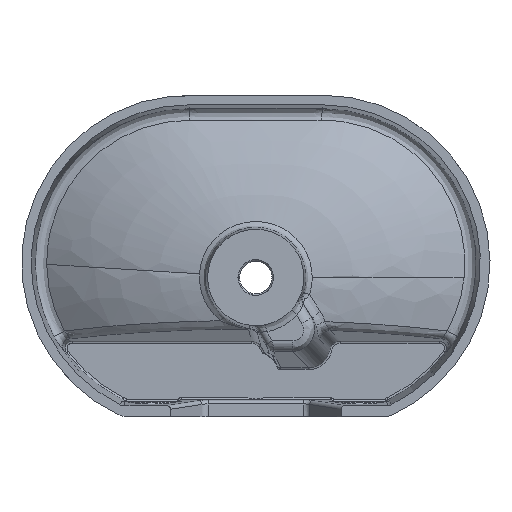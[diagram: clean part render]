
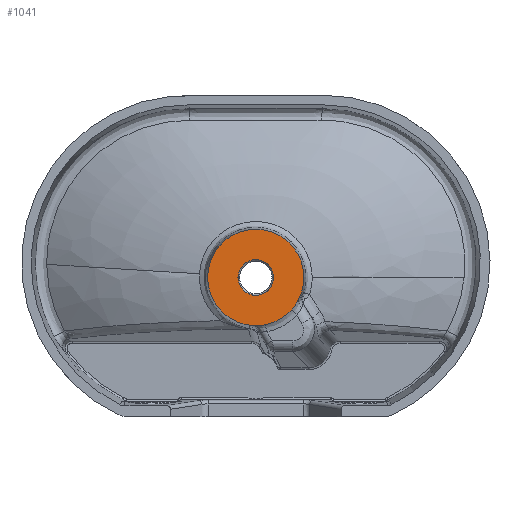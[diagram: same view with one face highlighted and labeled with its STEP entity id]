
A CAD part, front view. The second image highlights one B-rep face of the part: STEP entity #1041.
In plain terms, the highlighted planar face has unit normal (0, -1, 0).
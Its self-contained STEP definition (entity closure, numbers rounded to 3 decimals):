
#266 = ORIENTED_EDGE ( 'NONE', *, *, #16914, .F. ) ;
#639 = VERTEX_POINT ( 'NONE', #10743 ) ;
#853 = CIRCLE ( 'NONE', #12489, 24. ) ;
#1041 = ADVANCED_FACE ( 'NONE', ( #7189, #13519 ), #19835, .T. ) ;
#1275 = DIRECTION ( 'NONE',  ( 1., 0., 0. ) ) ;
#1424 = ORIENTED_EDGE ( 'NONE', *, *, #13508, .T. ) ;
#1495 = AXIS2_PLACEMENT_3D ( 'NONE', #11764, #18075, #3852 ) ;
#1644 = DIRECTION ( 'NONE',  ( 0., -1., 0. ) ) ;
#1709 = ORIENTED_EDGE ( 'NONE', *, *, #18575, .T. ) ;
#1710 = DIRECTION ( 'NONE',  ( 0., -1., 0. ) ) ;
#2480 = EDGE_LOOP ( 'NONE', ( #9827, #1709, #3831, #9187, #11678, #1424 ) ) ;
#2525 = CIRCLE ( 'NONE', #14141, 65. ) ;
#3021 = DIRECTION ( 'NONE',  ( 1., 0., 0. ) ) ;
#3344 = DIRECTION ( 'NONE',  ( 0., -1., 0. ) ) ;
#3408 = DIRECTION ( 'NONE',  ( 1., 0., 0. ) ) ;
#3504 = CIRCLE ( 'NONE', #15108, 65. ) ;
#3831 = ORIENTED_EDGE ( 'NONE', *, *, #10079, .T. ) ;
#3852 = DIRECTION ( 'NONE',  ( 1., 0., 0. ) ) ;
#3993 = CARTESIAN_POINT ( 'NONE',  ( 65., -157., 0. ) ) ;
#5625 = CARTESIAN_POINT ( 'NONE',  ( 0., -157., 0. ) ) ;
#5678 = CARTESIAN_POINT ( 'NONE',  ( 13.098, -157., -63.667 ) ) ;
#5737 = VERTEX_POINT ( 'NONE', #13891 ) ;
#6163 = CARTESIAN_POINT ( 'NONE',  ( 0., -157., 0. ) ) ;
#6712 = AXIS2_PLACEMENT_3D ( 'NONE', #5625, #11966, #18278 ) ;
#6983 = CARTESIAN_POINT ( 'NONE',  ( 47.775, -157., -44.075 ) ) ;
#7189 = FACE_BOUND ( 'NONE', #11739, .T. ) ;
#7813 = CIRCLE ( 'NONE', #19399, 65. ) ;
#7839 = AXIS2_PLACEMENT_3D ( 'NONE', #10937, #17246, #3021 ) ;
#7982 = DIRECTION ( 'NONE',  ( 1., 0., 0. ) ) ;
#8049 = DIRECTION ( 'NONE',  ( 1., 0., 0. ) ) ;
#8104 = VERTEX_POINT ( 'NONE', #5678 ) ;
#8555 = EDGE_CURVE ( 'NONE', #13323, #8104, #20055, .T. ) ;
#9187 = ORIENTED_EDGE ( 'NONE', *, *, #18190, .T. ) ;
#9188 = CARTESIAN_POINT ( 'NONE',  ( 0., -157., 0. ) ) ;
#9488 = AXIS2_PLACEMENT_3D ( 'NONE', #15873, #1644, #7982 ) ;
#9513 = VERTEX_POINT ( 'NONE', #3993 ) ;
#9682 = DIRECTION ( 'NONE',  ( 1., 0., 0. ) ) ;
#9827 = ORIENTED_EDGE ( 'NONE', *, *, #8555, .T. ) ;
#10079 = EDGE_CURVE ( 'NONE', #18444, #5737, #7813, .T. ) ;
#10478 = CIRCLE ( 'NONE', #1495, 24. ) ;
#10743 = CARTESIAN_POINT ( 'NONE',  ( -65., -157., 0. ) ) ;
#10747 = ORIENTED_EDGE ( 'NONE', *, *, #13376, .F. ) ;
#10852 = CARTESIAN_POINT ( 'NONE',  ( -24., -157., 0. ) ) ;
#10937 = CARTESIAN_POINT ( 'NONE',  ( 0., -157., 0. ) ) ;
#11134 = AXIS2_PLACEMENT_3D ( 'NONE', #9188, #15511, #1275 ) ;
#11322 = CARTESIAN_POINT ( 'NONE',  ( 0., -157., 0. ) ) ;
#11678 = ORIENTED_EDGE ( 'NONE', *, *, #13867, .T. ) ;
#11739 = EDGE_LOOP ( 'NONE', ( #10747, #266 ) ) ;
#11764 = CARTESIAN_POINT ( 'NONE',  ( 0., -157., 0. ) ) ;
#11966 = DIRECTION ( 'NONE',  ( 0., -1., 0. ) ) ;
#12489 = AXIS2_PLACEMENT_3D ( 'NONE', #6163, #12507, #18814 ) ;
#12507 = DIRECTION ( 'NONE',  ( 0., -1., 0. ) ) ;
#13162 = VERTEX_POINT ( 'NONE', #14403 ) ;
#13287 = VERTEX_POINT ( 'NONE', #10852 ) ;
#13323 = VERTEX_POINT ( 'NONE', #17155 ) ;
#13376 = EDGE_CURVE ( 'NONE', #13162, #13287, #853, .T. ) ;
#13508 = EDGE_CURVE ( 'NONE', #639, #13323, #2525, .T. ) ;
#13519 = FACE_OUTER_BOUND ( 'NONE', #2480, .T. ) ;
#13867 = EDGE_CURVE ( 'NONE', #9513, #639, #16782, .T. ) ;
#13891 = CARTESIAN_POINT ( 'NONE',  ( 58.26, -157., -28.824 ) ) ;
#14141 = AXIS2_PLACEMENT_3D ( 'NONE', #17570, #3344, #9682 ) ;
#14403 = CARTESIAN_POINT ( 'NONE',  ( 24., -157., 0. ) ) ;
#15108 = AXIS2_PLACEMENT_3D ( 'NONE', #15937, #1710, #8049 ) ;
#15511 = DIRECTION ( 'NONE',  ( 0., -1., 0. ) ) ;
#15873 = CARTESIAN_POINT ( 'NONE',  ( 0., -157., 0. ) ) ;
#15937 = CARTESIAN_POINT ( 'NONE',  ( 0., -157., 0. ) ) ;
#16782 = CIRCLE ( 'NONE', #7839, 65. ) ;
#16914 = EDGE_CURVE ( 'NONE', #13287, #13162, #10478, .T. ) ;
#17155 = CARTESIAN_POINT ( 'NONE',  ( -3.488, -157., -64.906 ) ) ;
#17246 = DIRECTION ( 'NONE',  ( 0., -1., 0. ) ) ;
#17570 = CARTESIAN_POINT ( 'NONE',  ( 0., -157., 0. ) ) ;
#17635 = DIRECTION ( 'NONE',  ( 0., -1., 0. ) ) ;
#18075 = DIRECTION ( 'NONE',  ( 0., -1., 0. ) ) ;
#18190 = EDGE_CURVE ( 'NONE', #5737, #9513, #3504, .T. ) ;
#18278 = DIRECTION ( 'NONE',  ( 1., 0., 0. ) ) ;
#18422 = CIRCLE ( 'NONE', #9488, 65. ) ;
#18444 = VERTEX_POINT ( 'NONE', #6983 ) ;
#18575 = EDGE_CURVE ( 'NONE', #8104, #18444, #18422, .T. ) ;
#18814 = DIRECTION ( 'NONE',  ( 1., 0., 0. ) ) ;
#19399 = AXIS2_PLACEMENT_3D ( 'NONE', #11322, #17635, #3408 ) ;
#19835 = PLANE ( 'NONE',  #6712 ) ;
#20055 = CIRCLE ( 'NONE', #11134, 65. ) ;
